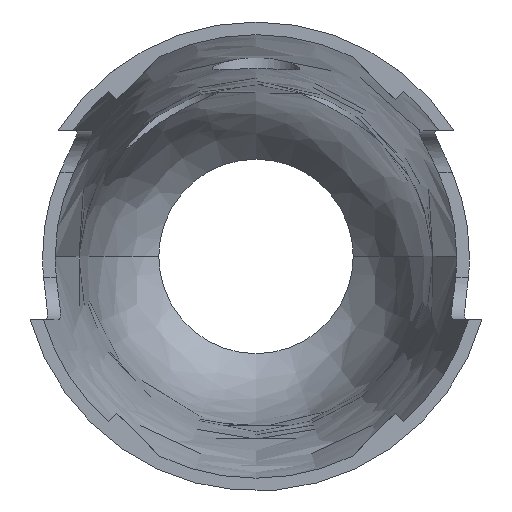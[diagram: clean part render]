
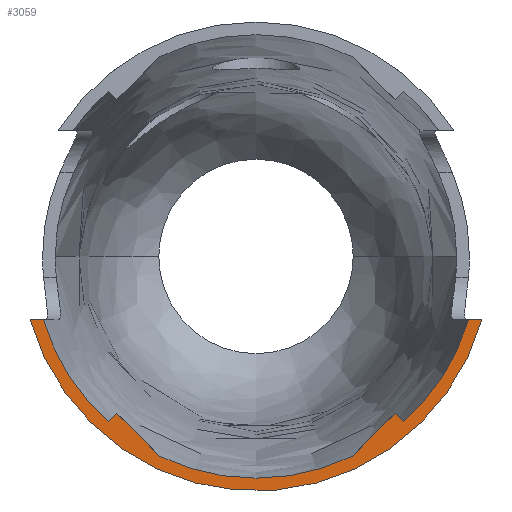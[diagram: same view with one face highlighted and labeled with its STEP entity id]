
A CAD part, front view. The second image highlights one B-rep face of the part: STEP entity #3059.
In plain terms, the highlighted planar face has unit normal (0, -1, 0).
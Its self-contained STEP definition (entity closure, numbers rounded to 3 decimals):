
#31 = CIRCLE ( 'NONE', #2618, 56. ) ;
#77 = ORIENTED_EDGE ( 'NONE', *, *, #2655, .F. ) ;
#91 = DIRECTION ( 'NONE',  ( 0., -1., 0. ) ) ;
#104 = EDGE_CURVE ( 'NONE', #2377, #1820, #1279, .T. ) ;
#131 = VERTEX_POINT ( 'NONE', #919 ) ;
#290 = DIRECTION ( 'NONE',  ( 0., 0., 1. ) ) ;
#316 = VECTOR ( 'NONE', #2950, 1000. ) ;
#340 = LINE ( 'NONE', #2239, #2785 ) ;
#360 = ORIENTED_EDGE ( 'NONE', *, *, #2179, .T. ) ;
#407 = CARTESIAN_POINT ( 'NONE',  ( 53.954, 430., -15. ) ) ;
#419 = EDGE_CURVE ( 'NONE', #2627, #532, #1269, .T. ) ;
#532 = VERTEX_POINT ( 'NONE', #1232 ) ;
#594 = VECTOR ( 'NONE', #2666, 1000. ) ;
#609 = DIRECTION ( 'NONE',  ( 0.707, 0., -0.707 ) ) ;
#684 = DIRECTION ( 'NONE',  ( -0.707, 0., 0.707 ) ) ;
#705 = EDGE_CURVE ( 'NONE', #131, #1253, #31, .T. ) ;
#710 = CARTESIAN_POINT ( 'NONE',  ( 33.234, 430., -37.477 ) ) ;
#802 = LINE ( 'NONE', #1900, #1330 ) ;
#919 = CARTESIAN_POINT ( 'NONE',  ( -53.954, 430., -15. ) ) ;
#982 = DIRECTION ( 'NONE',  ( 0., 0., -1. ) ) ;
#983 = DIRECTION ( 'NONE',  ( 0., 0., -1. ) ) ;
#1012 = ORIENTED_EDGE ( 'NONE', *, *, #2285, .F. ) ;
#1045 = AXIS2_PLACEMENT_3D ( 'NONE', #3315, #91, #1146 ) ;
#1062 = EDGE_CURVE ( 'NONE', #2627, #2075, #2043, .T. ) ;
#1146 = DIRECTION ( 'NONE',  ( 0., 0., -1. ) ) ;
#1182 = ORIENTED_EDGE ( 'NONE', *, *, #705, .T. ) ;
#1197 = EDGE_CURVE ( 'NONE', #1253, #2075, #2144, .T. ) ;
#1223 = CARTESIAN_POINT ( 'NONE',  ( 0., 430., 0. ) ) ;
#1232 = CARTESIAN_POINT ( 'NONE',  ( 33.234, 430., -37.477 ) ) ;
#1253 = VERTEX_POINT ( 'NONE', #407 ) ;
#1256 = DIRECTION ( 'NONE',  ( -0.707, 0., -0.707 ) ) ;
#1269 = LINE ( 'NONE', #2339, #2055 ) ;
#1279 = CIRCLE ( 'NONE', #1045, 52.972 ) ;
#1330 = VECTOR ( 'NONE', #609, 1000. ) ;
#1416 = DIRECTION ( 'NONE',  ( 0.707, 0., 0.707 ) ) ;
#1455 = CARTESIAN_POINT ( 'NONE',  ( 22.986, 430., -47.724 ) ) ;
#1589 = CARTESIAN_POINT ( 'NONE',  ( 0., 430., -15. ) ) ;
#1595 = AXIS2_PLACEMENT_3D ( 'NONE', #2975, #3256, #290 ) ;
#1608 = EDGE_CURVE ( 'NONE', #532, #1820, #2288, .T. ) ;
#1616 = CARTESIAN_POINT ( 'NONE',  ( -50.803, 430., -15. ) ) ;
#1622 = ORIENTED_EDGE ( 'NONE', *, *, #1197, .T. ) ;
#1638 = CARTESIAN_POINT ( 'NONE',  ( -22.986, 430., -47.724 ) ) ;
#1731 = EDGE_CURVE ( 'NONE', #2952, #2377, #802, .T. ) ;
#1775 = CARTESIAN_POINT ( 'NONE',  ( 35.275, 430., -39.518 ) ) ;
#1820 = VERTEX_POINT ( 'NONE', #1455 ) ;
#1856 = EDGE_LOOP ( 'NONE', ( #1182, #1622, #2737, #3228, #2702, #3058, #3001, #1012, #77, #360 ) ) ;
#1887 = FACE_OUTER_BOUND ( 'NONE', #1856, .T. ) ;
#1900 = CARTESIAN_POINT ( 'NONE',  ( -33.234, 430., -37.477 ) ) ;
#1937 = VECTOR ( 'NONE', #1256, 1000. ) ;
#1976 = CARTESIAN_POINT ( 'NONE',  ( -35.275, 430., -39.518 ) ) ;
#2030 = VERTEX_POINT ( 'NONE', #1976 ) ;
#2043 = CIRCLE ( 'NONE', #2722, 52.972 ) ;
#2055 = VECTOR ( 'NONE', #684, 1000. ) ;
#2056 = DIRECTION ( 'NONE',  ( 0., -1., 0. ) ) ;
#2075 = VERTEX_POINT ( 'NONE', #2557 ) ;
#2144 = LINE ( 'NONE', #3207, #316 ) ;
#2179 = EDGE_CURVE ( 'NONE', #3065, #131, #3442, .T. ) ;
#2239 = CARTESIAN_POINT ( 'NONE',  ( -55.558, 430., -59.801 ) ) ;
#2285 = EDGE_CURVE ( 'NONE', #2030, #2952, #340, .T. ) ;
#2288 = LINE ( 'NONE', #710, #1937 ) ;
#2339 = CARTESIAN_POINT ( 'NONE',  ( 55.558, 430., -59.801 ) ) ;
#2377 = VERTEX_POINT ( 'NONE', #1638 ) ;
#2542 = CARTESIAN_POINT ( 'NONE',  ( 0., 430., 0. ) ) ;
#2557 = CARTESIAN_POINT ( 'NONE',  ( 50.803, 430., -15. ) ) ;
#2618 = AXIS2_PLACEMENT_3D ( 'NONE', #2542, #3095, #2870 ) ;
#2627 = VERTEX_POINT ( 'NONE', #1775 ) ;
#2631 = DIRECTION ( 'NONE',  ( 0., -1., 0. ) ) ;
#2655 = EDGE_CURVE ( 'NONE', #3065, #2030, #2712, .T. ) ;
#2666 = DIRECTION ( 'NONE',  ( -1., 0., 0. ) ) ;
#2702 = ORIENTED_EDGE ( 'NONE', *, *, #1608, .T. ) ;
#2712 = CIRCLE ( 'NONE', #3327, 52.972 ) ;
#2722 = AXIS2_PLACEMENT_3D ( 'NONE', #3383, #2056, #982 ) ;
#2737 = ORIENTED_EDGE ( 'NONE', *, *, #1062, .F. ) ;
#2785 = VECTOR ( 'NONE', #1416, 1000. ) ;
#2870 = DIRECTION ( 'NONE',  ( 0., 0., -1. ) ) ;
#2950 = DIRECTION ( 'NONE',  ( -1., 0., 0. ) ) ;
#2952 = VERTEX_POINT ( 'NONE', #3360 ) ;
#2975 = CARTESIAN_POINT ( 'NONE',  ( 0., 430., 0. ) ) ;
#3001 = ORIENTED_EDGE ( 'NONE', *, *, #1731, .F. ) ;
#3058 = ORIENTED_EDGE ( 'NONE', *, *, #104, .F. ) ;
#3059 = ADVANCED_FACE ( 'NONE', ( #1887 ), #3447, .F. ) ;
#3065 = VERTEX_POINT ( 'NONE', #1616 ) ;
#3095 = DIRECTION ( 'NONE',  ( 0., -1., 0. ) ) ;
#3207 = CARTESIAN_POINT ( 'NONE',  ( 0., 430., -15. ) ) ;
#3228 = ORIENTED_EDGE ( 'NONE', *, *, #419, .T. ) ;
#3256 = DIRECTION ( 'NONE',  ( 0., 1., 0. ) ) ;
#3315 = CARTESIAN_POINT ( 'NONE',  ( 0., 430., 0. ) ) ;
#3327 = AXIS2_PLACEMENT_3D ( 'NONE', #1223, #2631, #983 ) ;
#3360 = CARTESIAN_POINT ( 'NONE',  ( -33.234, 430., -37.477 ) ) ;
#3383 = CARTESIAN_POINT ( 'NONE',  ( 0., 430., 0. ) ) ;
#3442 = LINE ( 'NONE', #1589, #594 ) ;
#3447 = PLANE ( 'NONE',  #1595 ) ;
